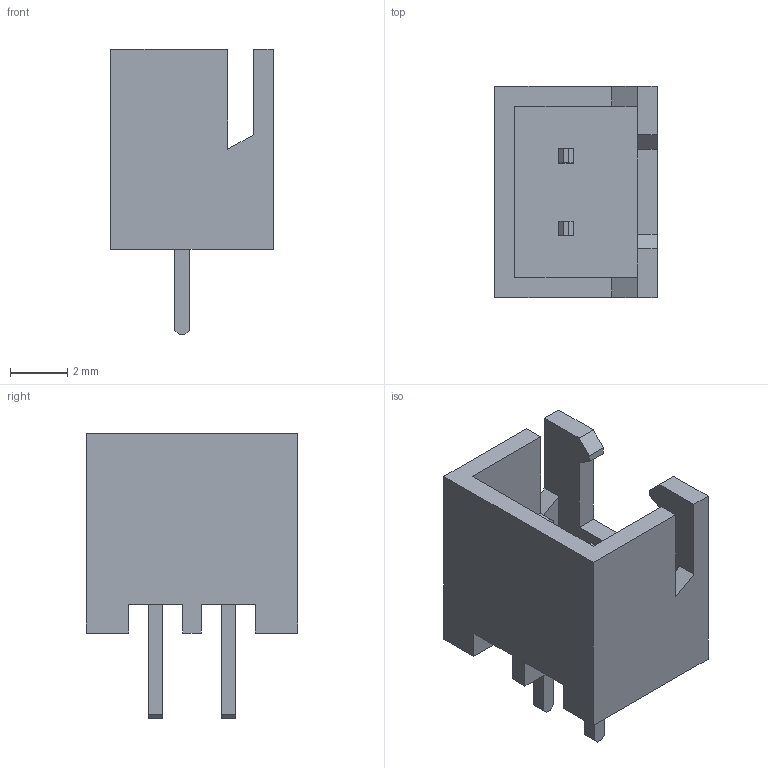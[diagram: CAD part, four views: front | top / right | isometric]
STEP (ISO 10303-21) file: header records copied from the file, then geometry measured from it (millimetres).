
FILE_DESCRIPTION(/* description */ (''),/* implementation_level */ '2;1');
FILE_NAME(/* name */ 'JST-XH-2 v5.step',/* time_stamp */ '2022-07-01T14:28:14-07:00',/* author */ (''),/* organization */ (''),/* preprocessor_version */ 'ST-DEVELOPER v19',/* originating_system */ 'Autodesk Translation Framework v11.7.0.108',/* authorisation */ '');
FILE_SCHEMA (('AUTOMOTIVE_DESIGN { 1 0 10303 214 3 1 1 }'));
Length unit declared in the file: millimetre
Products named in the file (1): JST-XH-2
Bounding box: 5.7 x 7.4 x 10 mm (x, y, z)
Volume: 113.5 mm3; surface area: 409.7 mm2
Topology: 3 solids, 3 shells, 62 faces, 168 edges, 112 vertices
Faces by surface type: plane 62
Entity records: 1965 total; most frequent: CARTESIAN_POINT 343, ORIENTED_EDGE 336, DIRECTION 294, LINE 168, VECTOR 168, EDGE_CURVE 168, VERTEX_POINT 112, EDGE_LOOP 66
